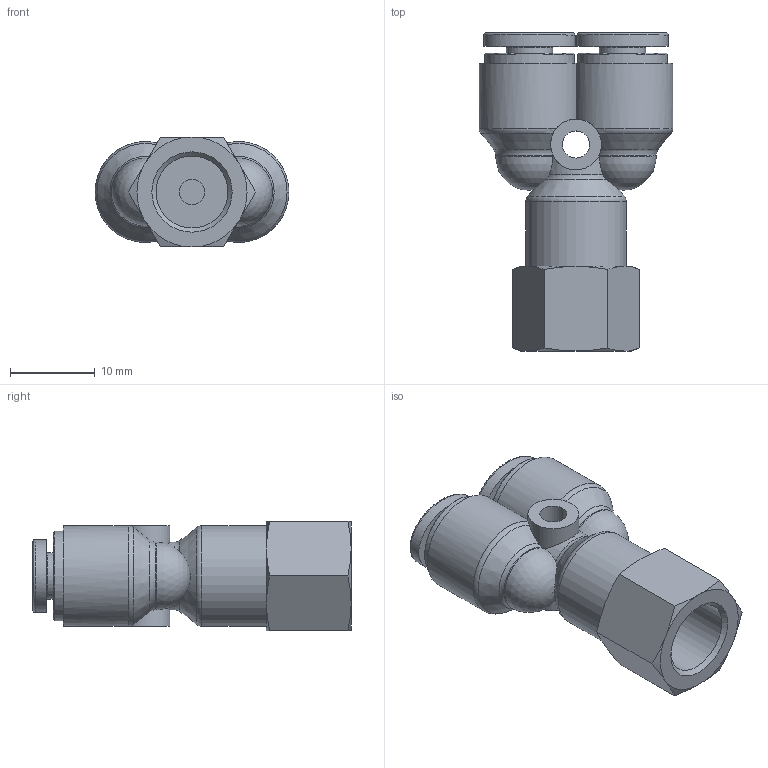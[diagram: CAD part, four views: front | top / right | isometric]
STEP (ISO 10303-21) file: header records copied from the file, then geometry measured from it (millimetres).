
FILE_DESCRIPTION((''),'2;1');
FILE_NAME('CR-PWF 04G01.stp','2020-08-25T15:30:13',('user'),(''),'Autodesk Inventor 2013','Autodesk Inventor 2013','');
FILE_SCHEMA(('AUTOMOTIVE_DESIGN { 1 0 10303 214 1 1 1 1 }'));
Length unit declared in the file: millimetre
Products named in the file (6): 조립품6; CR-COLLAR 04; HR-Collar 04L(SUS); CR-SLEEVE 04; CR-PY 04 BODY; HR-PLF BODY 04G01
Assembly tree (6 placements, depth 3):
  조립품6
    CR-COLLAR 04  x2
      HR-Collar 04L(SUS)
      CR-SLEEVE 04
    CR-PY 04 BODY
    HR-PLF BODY 04G01
Bounding box: 22.9 x 37.6 x 13 mm (x, y, z)
Volume: 4716.7 mm3; surface area: 3871.2 mm2
Topology: 6 solids, 6 shells, 292 faces, 759 edges, 505 vertices
Faces by surface type: plane 184, bspline 40, cylinder 35, cone 24, torus 7, sphere 2
Full cylindrical faces by diameter (mm): 2 x2, 3 x1, 3.2 x1, 4.179 x2, 4.2 x3, 5.5 x2, 6 x2, 8.5 x1, 10.6 x2, 11.9 x1
Entity records: 5820 total; most frequent: CARTESIAN_POINT 1611, ORIENTED_EDGE 842, DIRECTION 806, EDGE_CURVE 421, VERTEX_POINT 292, AXIS2_PLACEMENT_3D 277, VECTOR 252, LINE 252
